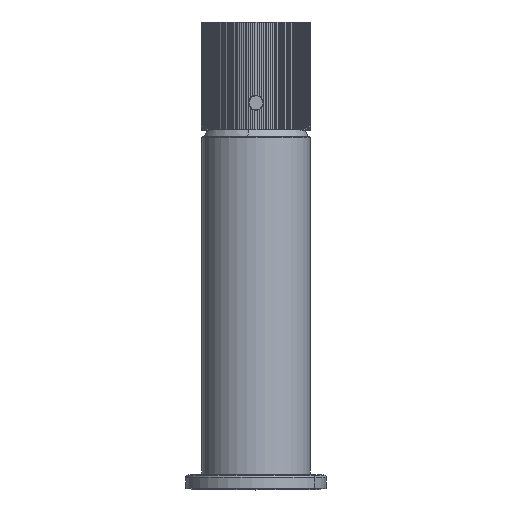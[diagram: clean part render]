
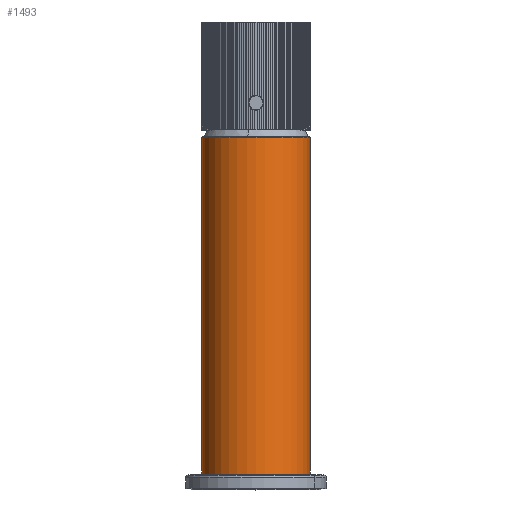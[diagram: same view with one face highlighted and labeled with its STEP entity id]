
A CAD part, top view. The second image highlights one B-rep face of the part: STEP entity #1493.
In plain terms, the highlighted cylindrical face has radius 20 mm (diameter 40 mm), a partial arc.
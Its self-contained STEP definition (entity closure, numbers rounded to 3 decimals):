
#77=CARTESIAN_POINT('',(0.,0.,0.));
#78=DIRECTION('',(0.,1.,0.));
#79=DIRECTION('',(-1.,0.,0.));
#80=AXIS2_PLACEMENT_3D('',#77,#78,#79);
#92=DIRECTION('',(0.,1.,0.));
#93=VECTOR('',#92,124.8);
#94=CARTESIAN_POINT('',(20.,0.,0.));
#95=LINE('',#94,#93);
#144=CARTESIAN_POINT('',(0.,124.8,0.));
#145=DIRECTION('',(0.,-1.,0.));
#146=DIRECTION('',(1.,0.,0.));
#147=AXIS2_PLACEMENT_3D('',#144,#145,#146);
#154=DIRECTION('',(0.,1.,0.));
#155=VECTOR('',#154,124.8);
#156=CARTESIAN_POINT('',(-20.,0.,0.));
#157=LINE('',#156,#155);
#1233=CARTESIAN_POINT('',(-20.,124.8,0.));
#1234=CARTESIAN_POINT('',(20.,124.8,0.));
#1235=VERTEX_POINT('',#1233);
#1236=VERTEX_POINT('',#1234);
#1237=CARTESIAN_POINT('',(-20.,0.,0.));
#1238=VERTEX_POINT('',#1237);
#1239=CARTESIAN_POINT('',(20.,0.,0.));
#1240=VERTEX_POINT('',#1239);
#1482=CARTESIAN_POINT('',(0.,125.,0.));
#1483=DIRECTION('',(0.,-1.,0.));
#1484=DIRECTION('',(1.,0.,0.));
#1485=AXIS2_PLACEMENT_3D('',#1482,#1483,#1484);
#1486=CYLINDRICAL_SURFACE('',#1485,20.);
#1487=ORIENTED_EDGE('',*,*,#1473,.F.);
#1488=ORIENTED_EDGE('',*,*,#1442,.F.);
#1489=ORIENTED_EDGE('',*,*,#1423,.F.);
#1490=ORIENTED_EDGE('',*,*,#1439,.T.);
#1491=EDGE_LOOP('',(#1487,#1488,#1489,#1490));
#1492=FACE_OUTER_BOUND('',#1491,.F.);
#1493=ADVANCED_FACE('',(#1492),#1486,.T.);
#81=CIRCLE('',#80,20.);
#148=CIRCLE('',#147,20.);
#1423=EDGE_CURVE('',#1238,#1240,#81,.T.);
#1439=EDGE_CURVE('',#1238,#1235,#157,.T.);
#1442=EDGE_CURVE('',#1240,#1236,#95,.T.);
#1473=EDGE_CURVE('',#1236,#1235,#148,.T.);
